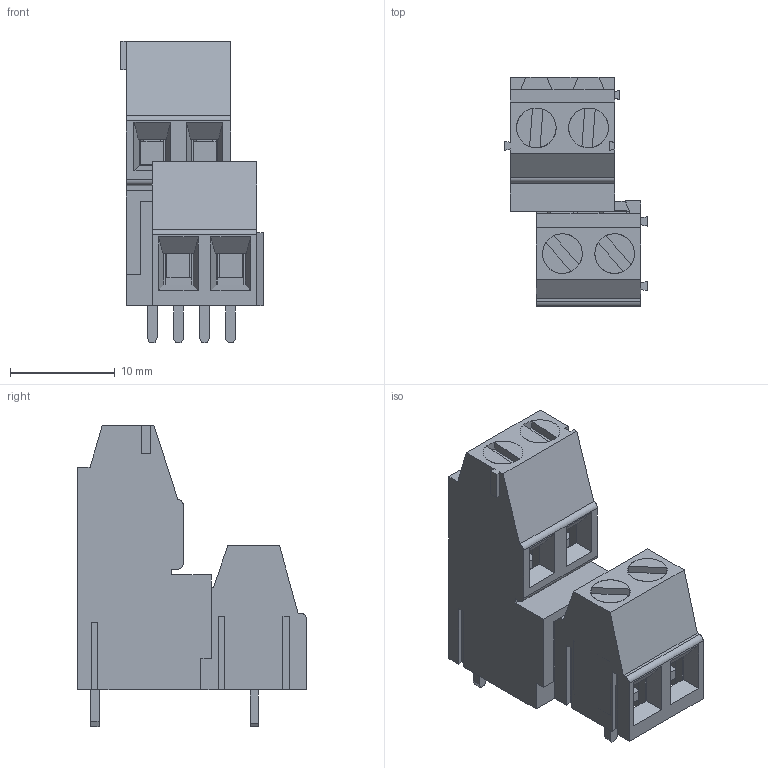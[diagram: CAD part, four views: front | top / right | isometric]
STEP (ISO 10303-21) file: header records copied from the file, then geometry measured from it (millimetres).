
FILE_DESCRIPTION(/* description */ ('Unknown'),/* implementation_level */ '2;1');
FILE_NAME(/* name */ '691232710004',/* time_stamp */ '2016-03-15T11:05:47+01:00',/* author */ ('Unknown'),/* organization */ ('Unknown'),/* preprocessor_version */ 'ST-DEVELOPER v16',/* originating_system */ 'DEX',/* authorisation */ $);
FILE_SCHEMA (('AUTOMOTIVE_DESIGN {1 0 10303 214 3 1 1}'));
Length unit declared in the file: millimetre
Products named in the file (8): 6912327100xx; 691232710002; 6912327100xx_MASS; 6912327100xx_VIS; 6912327100xx_PIN; 6912327100xx_LONG; 691232710002_LONG; 6912327100xx_PIN_LONG
Assembly tree (15 placements, depth 3):
  6912327100xx
    691232710002
    6912327100xx_MASS  x2
    6912327100xx_VIS  x2
    6912327100xx_PIN  x2
    6912327100xx_LONG
      691232710002_LONG
      6912327100xx_MASS  x2
      6912327100xx_VIS  x2
      6912327100xx_PIN_LONG  x2
Bounding box: 13.6 x 21.9 x 28.8 mm (x, y, z)
Volume: 2319 mm3; surface area: 5762.5 mm2
Topology: 14 solids, 14 shells, 430 faces, 1148 edges, 752 vertices
Faces by surface type: plane 383, cylinder 47
Full cylindrical faces by diameter (mm): 2.4 x12, 3.8 x8
Entity records: 10007 total; most frequent: CARTESIAN_POINT 1740, ORIENTED_EDGE 1698, DIRECTION 1572, EDGE_CURVE 849, LINE 786, VECTOR 786, VERTEX_POINT 561, AXIS2_PLACEMENT_3D 393
